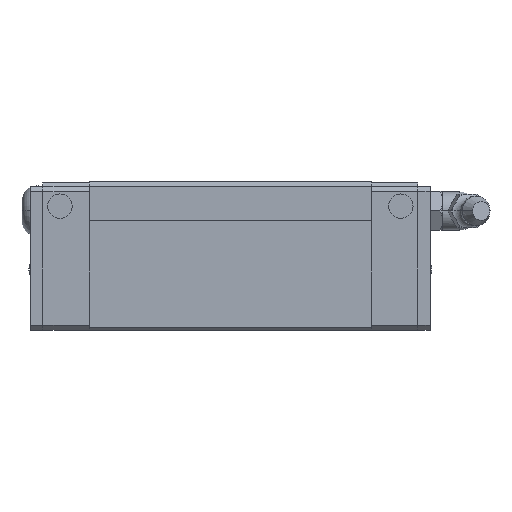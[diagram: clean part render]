
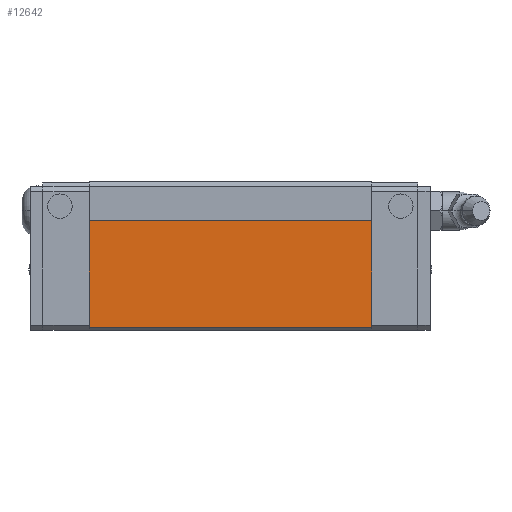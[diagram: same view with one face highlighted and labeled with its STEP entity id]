
A CAD part, left-side view. The second image highlights one B-rep face of the part: STEP entity #12642.
In plain terms, the highlighted planar face has unit normal (-1, 0, 0).
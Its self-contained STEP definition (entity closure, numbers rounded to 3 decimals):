
#1130=PLANE('',#20622);
#2501=VECTOR('',#15207,1.);
#2516=VECTOR('',#15228,1.);
#2544=VECTOR('',#15275,1.);
#2545=VECTOR('',#15277,1.);
#3769=LINE('',#19565,#2501);
#3784=LINE('',#19594,#2516);
#3812=LINE('',#19652,#2544);
#3813=LINE('',#19654,#2545);
#5035=VERTEX_POINT('',#19564);
#5036=VERTEX_POINT('',#19566);
#5043=VERTEX_POINT('',#19593);
#5044=VERTEX_POINT('',#19595);
#7084=EDGE_CURVE('',#5035,#5036,#3769,.T.);
#7099=EDGE_CURVE('',#5043,#5044,#3784,.F.);
#7131=EDGE_CURVE('',#5035,#5044,#3812,.F.);
#7132=EDGE_CURVE('',#5036,#5043,#3813,.F.);
#10533=ORIENTED_EDGE('',*,*,#7099,.F.);
#10534=ORIENTED_EDGE('',*,*,#7132,.F.);
#10535=ORIENTED_EDGE('',*,*,#7084,.F.);
#10536=ORIENTED_EDGE('',*,*,#7131,.T.);
#11309=EDGE_LOOP('',(#10533,#10534,#10535,#10536));
#11995=FACE_BOUND('',#11309,.T.);
#12642=ADVANCED_FACE('',(#11995),#1130,.T.);
#15207=DIRECTION('',(0.,0.,-1.));
#15228=DIRECTION('',(0.,0.,-1.));
#15275=DIRECTION('',(0.,-1.,0.));
#15276=DIRECTION('',(-1.,0.,0.));
#15277=DIRECTION('',(0.,-1.,0.));
#19564=CARTESIAN_POINT('',(-23.6,12.001,28.));
#19565=CARTESIAN_POINT('',(-23.6,12.001,15.375));
#19566=CARTESIAN_POINT('',(-23.6,12.001,6.1));
#19593=CARTESIAN_POINT('',(-23.6,70.001,6.1));
#19594=CARTESIAN_POINT('',(-23.6,70.001,15.375));
#19595=CARTESIAN_POINT('',(-23.6,70.001,28.));
#19652=CARTESIAN_POINT('',(-23.6,41.001,28.));
#19653=CARTESIAN_POINT('',(-23.6,41.001,10.));
#19654=CARTESIAN_POINT('',(-23.6,55.501,6.1));
#20622=AXIS2_PLACEMENT_3D('',#19653,#15276,$);
